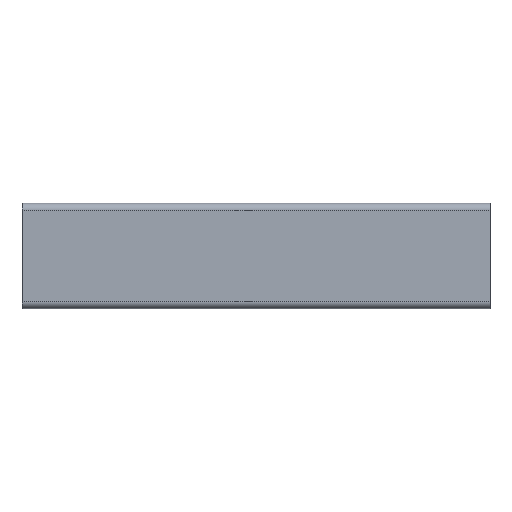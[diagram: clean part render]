
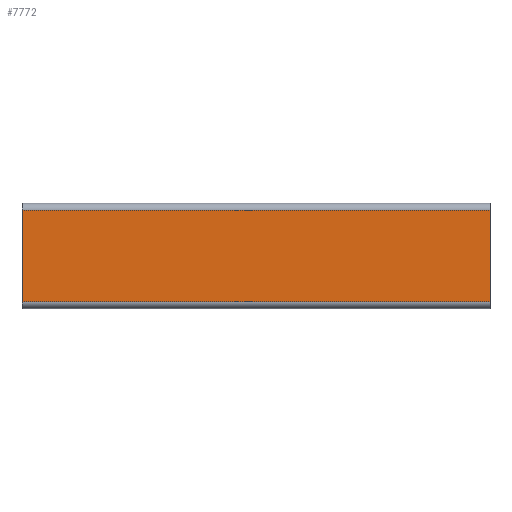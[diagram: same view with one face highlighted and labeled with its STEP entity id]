
A CAD part, left-side view. The second image highlights one B-rep face of the part: STEP entity #7772.
In plain terms, the highlighted planar face has unit normal (-1, 0, 0).
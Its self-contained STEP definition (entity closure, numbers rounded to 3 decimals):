
#961=FACE_OUTER_BOUND('',#1363,.T.);
#1363=EDGE_LOOP('',(#5804,#5805,#5806,#5807));
#1949=LINE('',#12573,#2663);
#1950=LINE('',#12577,#2664);
#1951=LINE('',#12579,#2665);
#1952=LINE('',#12580,#2666);
#2663=VECTOR('',#10102,200.);
#2664=VECTOR('',#10107,39.);
#2665=VECTOR('',#10108,200.);
#2666=VECTOR('',#10109,39.);
#3430=VERTEX_POINT('',#12570);
#3431=VERTEX_POINT('',#12572);
#3432=VERTEX_POINT('',#12576);
#3433=VERTEX_POINT('',#12578);
#4416=EDGE_CURVE('',#3431,#3430,#1949,.T.);
#4418=EDGE_CURVE('',#3430,#3432,#1950,.T.);
#4419=EDGE_CURVE('',#3433,#3432,#1951,.T.);
#4420=EDGE_CURVE('',#3431,#3433,#1952,.T.);
#5804=ORIENTED_EDGE('',*,*,#4418,.T.);
#5805=ORIENTED_EDGE('',*,*,#4419,.F.);
#5806=ORIENTED_EDGE('',*,*,#4420,.F.);
#5807=ORIENTED_EDGE('',*,*,#4416,.T.);
#7493=PLANE('',#8416);
#7772=ADVANCED_FACE('',(#961),#7493,.T.);
#8416=AXIS2_PLACEMENT_3D('',#12575,#10105,#10106);
#10102=DIRECTION('',(0.,1.,0.));
#10105=DIRECTION('center_axis',(-1.,0.,0.));
#10106=DIRECTION('ref_axis',(0.,0.,1.));
#10107=DIRECTION('',(0.,0.,-1.));
#10108=DIRECTION('',(0.,1.,0.));
#10109=DIRECTION('',(0.,0.,-1.));
#12570=CARTESIAN_POINT('',(-45.,200.,19.5));
#12572=CARTESIAN_POINT('',(-45.,0.,19.5));
#12573=CARTESIAN_POINT('',(-45.,0.,19.5));
#12575=CARTESIAN_POINT('Origin',(-45.,0.,-19.5));
#12576=CARTESIAN_POINT('',(-45.,200.,-19.5));
#12577=CARTESIAN_POINT('',(-45.,200.,-9.75));
#12578=CARTESIAN_POINT('',(-45.,0.,-19.5));
#12579=CARTESIAN_POINT('',(-45.,0.,-19.5));
#12580=CARTESIAN_POINT('',(-45.,0.,-9.75));
